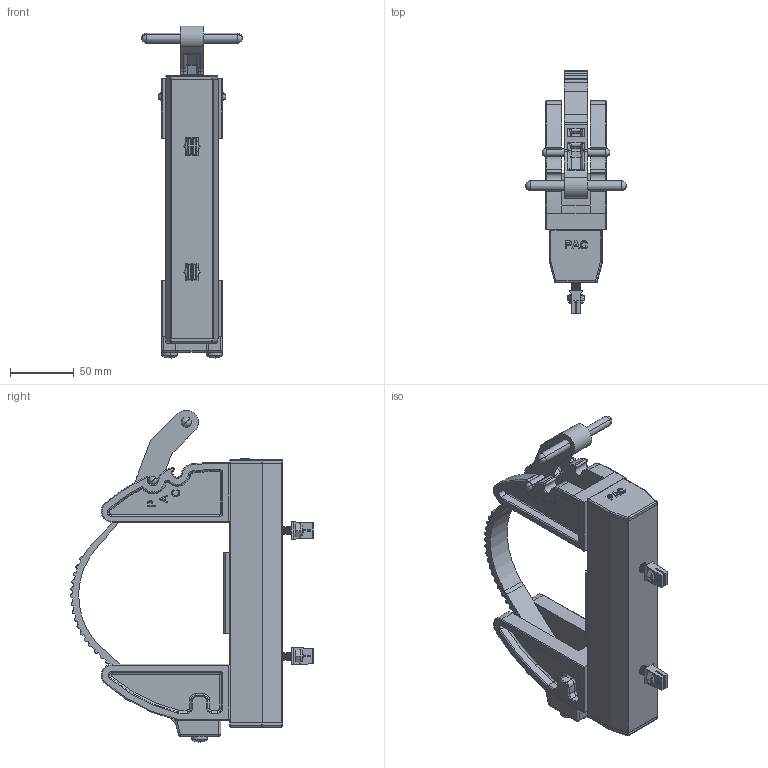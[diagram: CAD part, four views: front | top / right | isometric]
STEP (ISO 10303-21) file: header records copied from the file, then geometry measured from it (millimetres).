
FILE_DESCRIPTION (( 'STEP AP203' ), '1' );
FILE_NAME ('K5050HDS.STEP', '2020-02-27T19:35:24', ( 'admin' ), ( 'Hewlett-Packard Company' ), 'SwSTEP 2.0', 'SolidWorks 2019', '' );
FILE_SCHEMA (( 'CONFIG_CONTROL_DESIGN' ));
Length unit declared in the file: inch
Products named in the file (17): 2003UP; 2049; 2018_compressed; 7016; 1050-905.RA_IN USE; 2020-8; 7029_3.875; 2075; 3017_HFBOLT 0.25-20x1.25x0.75-C; 8006P-2.5 _half piece; 1050-906_IN USE; 2069LN_MSHXNUT 0.250-20-S-N; 2020EC; K5050HDS; 2035n_3.875 apart; 2074; 2008 - IN USE SAM with nozzle_ORANGE
Assembly tree (26 placements, depth 3):
  K5050HDS
    2020-8
    2035n_3.875 apart
      3017_HFBOLT 0.25-20x1.25x0.75-C  x2
      2069LN_MSHXNUT 0.250-20-S-N  x2
    2008 - IN USE SAM with nozzle_ORANGE
    7029_3.875
      2049  x2
      7016  x2
    8006P-2.5 _half piece
    2020EC  x2
    1050-905.RA_IN USE
      2074
      2003UP
      3017_HFBOLT 0.25-20x1.25x0.75-C  x3
      2018_compressed
    1050-906_IN USE
      2075
      2018_compressed
      3017_HFBOLT 0.25-20x1.25x0.75-C
Bounding box: 78.89 x 190.28 x 260.17 mm (x, y, z)
Volume: 332222.2 mm3; surface area: 177597.3 mm2
Topology: 26 solids, 26 shells, 2775 faces, 7031 edges, 4347 vertices
Faces by surface type: plane 793, cylinder 773, cone 688, bspline 265, torus 234, sphere 22
Entity records: 61789 total; most frequent: CARTESIAN_POINT 22406, ORIENTED_EDGE 7926, DIRECTION 7704, EDGE_CURVE 3963, AXIS2_PLACEMENT_3D 2833, VERTEX_POINT 2458, LINE 2038, VECTOR 2038
